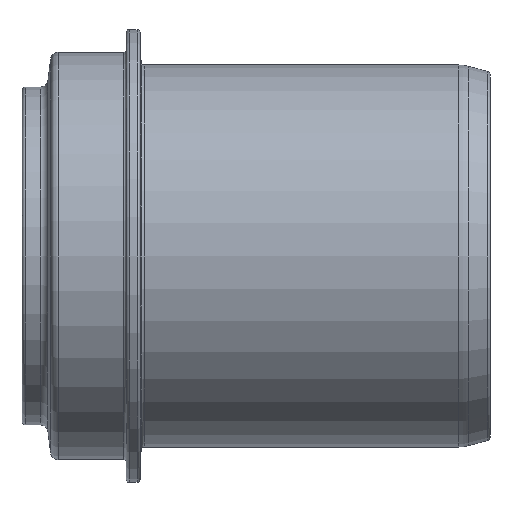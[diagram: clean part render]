
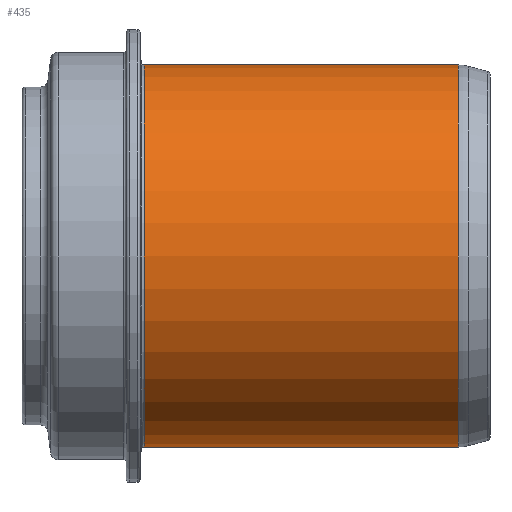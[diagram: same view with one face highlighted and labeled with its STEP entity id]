
A CAD part, left-side view. The second image highlights one B-rep face of the part: STEP entity #435.
In plain terms, the highlighted cylindrical face has radius 25.1 mm (diameter 50.2 mm), a full revolution.
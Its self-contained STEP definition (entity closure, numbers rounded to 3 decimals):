
#74=FACE_BOUND('',#183,.T.);
#113=FACE_OUTER_BOUND('',#182,.T.);
#182=EDGE_LOOP('',(#377));
#183=EDGE_LOOP('',(#378));
#230=CIRCLE('',#506,25.1);
#231=CIRCLE('',#508,25.1);
#269=VERTEX_POINT('',#773);
#270=VERTEX_POINT('',#776);
#308=EDGE_CURVE('',#269,#269,#230,.T.);
#309=EDGE_CURVE('',#270,#270,#231,.T.);
#377=ORIENTED_EDGE('',*,*,#308,.T.);
#378=ORIENTED_EDGE('',*,*,#309,.F.);
#403=CYLINDRICAL_SURFACE('',#507,25.1);
#435=ADVANCED_FACE('',(#113,#74),#403,.T.);
#506=AXIS2_PLACEMENT_3D('',#774,#646,#647);
#507=AXIS2_PLACEMENT_3D('',#775,#648,#649);
#508=AXIS2_PLACEMENT_3D('',#777,#650,#651);
#646=DIRECTION('center_axis',(0.,-1.,0.));
#647=DIRECTION('ref_axis',(1.,0.,0.));
#648=DIRECTION('center_axis',(0.,-1.,0.));
#649=DIRECTION('ref_axis',(1.,0.,0.));
#650=DIRECTION('center_axis',(0.,-1.,0.));
#651=DIRECTION('ref_axis',(1.,0.,0.));
#773=CARTESIAN_POINT('',(25.1,-4.549,0.));
#774=CARTESIAN_POINT('Origin',(0.,-4.549,0.));
#775=CARTESIAN_POINT('Origin',(0.,-25.195,0.));
#776=CARTESIAN_POINT('',(25.1,-45.842,0.));
#777=CARTESIAN_POINT('Origin',(0.,-45.842,0.));
